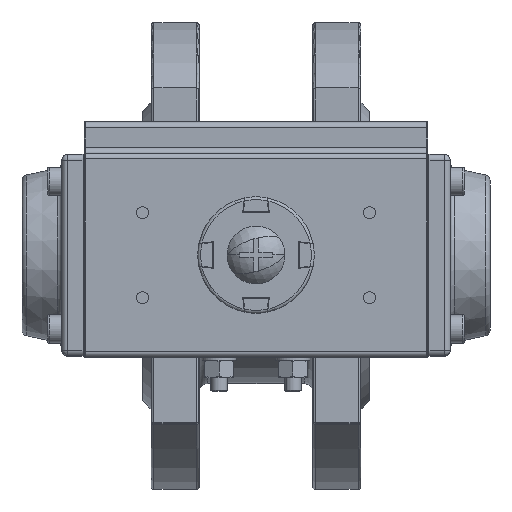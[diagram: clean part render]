
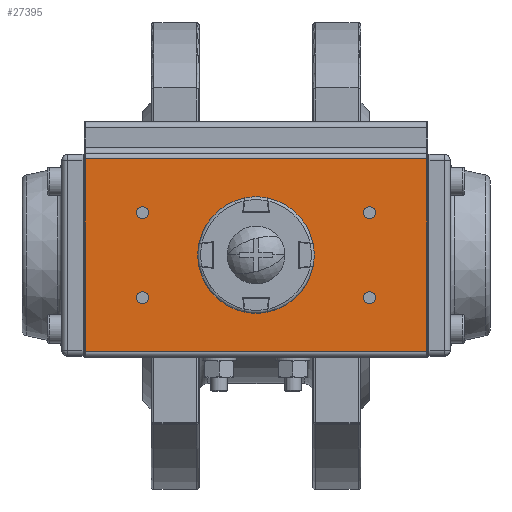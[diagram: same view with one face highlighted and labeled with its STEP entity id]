
A CAD part, top view. The second image highlights one B-rep face of the part: STEP entity #27395.
In plain terms, the highlighted planar face has unit normal (0, 0, 1).
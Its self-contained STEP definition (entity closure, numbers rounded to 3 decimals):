
#27256=CARTESIAN_POINT('',(60.5,-34.,174.));
#27257=DIRECTION('',(0.,0.,-1.));
#27258=DIRECTION('',(-0.,1.,0.));
#27259=AXIS2_PLACEMENT_3D('',#27256,#27257,#27258);
#27260=PLANE('',#27259);
#27261=CARTESIAN_POINT('',(-37.9,-15.,174.));
#27262=VERTEX_POINT('',#27261);
#27263=CARTESIAN_POINT('',(-42.1,-15.,174.));
#27264=VERTEX_POINT('',#27263);
#27265=CARTESIAN_POINT('',(-40.,-15.,174.));
#27266=DIRECTION('',(-0.,-0.,1.));
#27267=DIRECTION('',(1.,0.,0.));
#27268=AXIS2_PLACEMENT_3D('',#27265,#27266,#27267);
#27269=CIRCLE('',#27268,2.1);
#27270=EDGE_CURVE('NONE',#27262,#27264,#27269,.T.);
#27271=ORIENTED_EDGE('',*,*,#27270,.F.);
#27272=CARTESIAN_POINT('',(-40.,-15.,174.));
#27273=DIRECTION('',(-0.,-0.,1.));
#27274=DIRECTION('',(1.,0.,0.));
#27275=AXIS2_PLACEMENT_3D('',#27272,#27273,#27274);
#27276=CIRCLE('',#27275,2.1);
#27277=EDGE_CURVE('NONE',#27264,#27262,#27276,.T.);
#27278=ORIENTED_EDGE('',*,*,#27277,.F.);
#27279=EDGE_LOOP('',(#27271,#27278));
#27280=FACE_BOUND('',#27279,.T.);
#27281=CARTESIAN_POINT('',(-37.9,15.,174.));
#27282=VERTEX_POINT('',#27281);
#27283=CARTESIAN_POINT('',(-42.1,15.,174.));
#27284=VERTEX_POINT('',#27283);
#27285=CARTESIAN_POINT('',(-40.,15.,174.));
#27286=DIRECTION('',(-0.,-0.,1.));
#27287=DIRECTION('',(1.,0.,0.));
#27288=AXIS2_PLACEMENT_3D('',#27285,#27286,#27287);
#27289=CIRCLE('',#27288,2.1);
#27290=EDGE_CURVE('NONE',#27282,#27284,#27289,.T.);
#27291=ORIENTED_EDGE('',*,*,#27290,.F.);
#27292=CARTESIAN_POINT('',(-40.,15.,174.));
#27293=DIRECTION('',(-0.,-0.,1.));
#27294=DIRECTION('',(1.,0.,0.));
#27295=AXIS2_PLACEMENT_3D('',#27292,#27293,#27294);
#27296=CIRCLE('',#27295,2.1);
#27297=EDGE_CURVE('NONE',#27284,#27282,#27296,.T.);
#27298=ORIENTED_EDGE('',*,*,#27297,.F.);
#27299=EDGE_LOOP('',(#27291,#27298));
#27300=FACE_BOUND('',#27299,.T.);
#27301=CARTESIAN_POINT('',(60.279,34.,174.));
#27302=VERTEX_POINT('',#27301);
#27303=CARTESIAN_POINT('',(-60.279,34.,174.));
#27304=VERTEX_POINT('',#27303);
#27305=CARTESIAN_POINT('',(60.279,34.,174.));
#27306=DIRECTION('',(-1.,-0.,-0.));
#27307=VECTOR('',#27306,120.558);
#27308=LINE('',#27305,#27307);
#27309=EDGE_CURVE('',#27302,#27304,#27308,.T.);
#27310=ORIENTED_EDGE('',*,*,#27309,.T.);
#27311=CARTESIAN_POINT('',(-60.279,-34.,174.));
#27312=VERTEX_POINT('',#27311);
#27313=CARTESIAN_POINT('',(-60.279,34.,174.));
#27314=DIRECTION('',(0.,-1.,-0.));
#27315=VECTOR('',#27314,68.);
#27316=LINE('',#27313,#27315);
#27317=EDGE_CURVE('',#27304,#27312,#27316,.T.);
#27318=ORIENTED_EDGE('',*,*,#27317,.T.);
#27319=CARTESIAN_POINT('',(60.279,-34.,174.));
#27320=VERTEX_POINT('',#27319);
#27321=CARTESIAN_POINT('',(60.279,-34.,174.));
#27322=DIRECTION('',(-1.,-0.,-0.));
#27323=VECTOR('',#27322,120.558);
#27324=LINE('',#27321,#27323);
#27325=EDGE_CURVE('',#27320,#27312,#27324,.T.);
#27326=ORIENTED_EDGE('',*,*,#27325,.F.);
#27327=CARTESIAN_POINT('',(60.279,-34.,174.));
#27328=DIRECTION('',(-0.,1.,0.));
#27329=VECTOR('',#27328,68.);
#27330=LINE('',#27327,#27329);
#27331=EDGE_CURVE('',#27320,#27302,#27330,.T.);
#27332=ORIENTED_EDGE('',*,*,#27331,.T.);
#27333=EDGE_LOOP('',(#27310,#27318,#27326,#27332));
#27334=FACE_BOUND('',#27333,.T.);
#27335=CARTESIAN_POINT('',(42.1,-15.,174.));
#27336=VERTEX_POINT('',#27335);
#27337=CARTESIAN_POINT('',(37.9,-15.,174.));
#27338=VERTEX_POINT('',#27337);
#27339=CARTESIAN_POINT('',(40.,-15.,174.));
#27340=DIRECTION('',(-0.,-0.,1.));
#27341=DIRECTION('',(1.,0.,0.));
#27342=AXIS2_PLACEMENT_3D('',#27339,#27340,#27341);
#27343=CIRCLE('',#27342,2.1);
#27344=EDGE_CURVE('NONE',#27336,#27338,#27343,.T.);
#27345=ORIENTED_EDGE('',*,*,#27344,.F.);
#27346=CARTESIAN_POINT('',(40.,-15.,174.));
#27347=DIRECTION('',(-0.,-0.,1.));
#27348=DIRECTION('',(1.,0.,0.));
#27349=AXIS2_PLACEMENT_3D('',#27346,#27347,#27348);
#27350=CIRCLE('',#27349,2.1);
#27351=EDGE_CURVE('NONE',#27338,#27336,#27350,.T.);
#27352=ORIENTED_EDGE('',*,*,#27351,.F.);
#27353=EDGE_LOOP('',(#27345,#27352));
#27354=FACE_BOUND('',#27353,.T.);
#27355=CARTESIAN_POINT('',(42.1,15.,174.));
#27356=VERTEX_POINT('',#27355);
#27357=CARTESIAN_POINT('',(37.9,15.,174.));
#27358=VERTEX_POINT('',#27357);
#27359=CARTESIAN_POINT('',(40.,15.,174.));
#27360=DIRECTION('',(-0.,-0.,1.));
#27361=DIRECTION('',(1.,0.,0.));
#27362=AXIS2_PLACEMENT_3D('',#27359,#27360,#27361);
#27363=CIRCLE('',#27362,2.1);
#27364=EDGE_CURVE('NONE',#27356,#27358,#27363,.T.);
#27365=ORIENTED_EDGE('',*,*,#27364,.F.);
#27366=CARTESIAN_POINT('',(40.,15.,174.));
#27367=DIRECTION('',(-0.,-0.,1.));
#27368=DIRECTION('',(1.,0.,0.));
#27369=AXIS2_PLACEMENT_3D('',#27366,#27367,#27368);
#27370=CIRCLE('',#27369,2.1);
#27371=EDGE_CURVE('NONE',#27358,#27356,#27370,.T.);
#27372=ORIENTED_EDGE('',*,*,#27371,.F.);
#27373=EDGE_LOOP('',(#27365,#27372));
#27374=FACE_BOUND('',#27373,.T.);
#27375=CARTESIAN_POINT('',(9.,0.,174.));
#27376=VERTEX_POINT('',#27375);
#27377=CARTESIAN_POINT('',(-9.,0.,174.));
#27378=VERTEX_POINT('',#27377);
#27379=CARTESIAN_POINT('',(0.,0.,174.));
#27380=DIRECTION('',(0.,0.,-1.));
#27381=DIRECTION('',(-0.,1.,0.));
#27382=AXIS2_PLACEMENT_3D('',#27379,#27380,#27381);
#27383=CIRCLE('',#27382,9.);
#27384=EDGE_CURVE('',#27376,#27378,#27383,.T.);
#27385=ORIENTED_EDGE('',*,*,#27384,.T.);
#27386=CARTESIAN_POINT('',(0.,0.,174.));
#27387=DIRECTION('',(0.,0.,-1.));
#27388=DIRECTION('',(-0.,1.,0.));
#27389=AXIS2_PLACEMENT_3D('',#27386,#27387,#27388);
#27390=CIRCLE('',#27389,9.);
#27391=EDGE_CURVE('',#27378,#27376,#27390,.T.);
#27392=ORIENTED_EDGE('',*,*,#27391,.T.);
#27393=EDGE_LOOP('',(#27385,#27392));
#27394=FACE_BOUND('',#27393,.T.);
#27395=ADVANCED_FACE('',(#27280,#27300,#27334,#27354,#27374,#27394),#27260,.F.);
